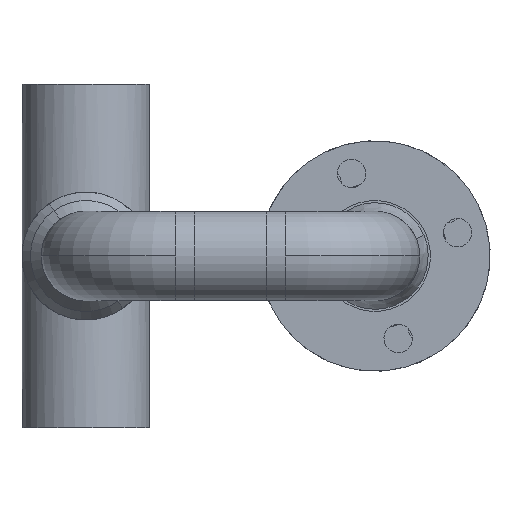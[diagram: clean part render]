
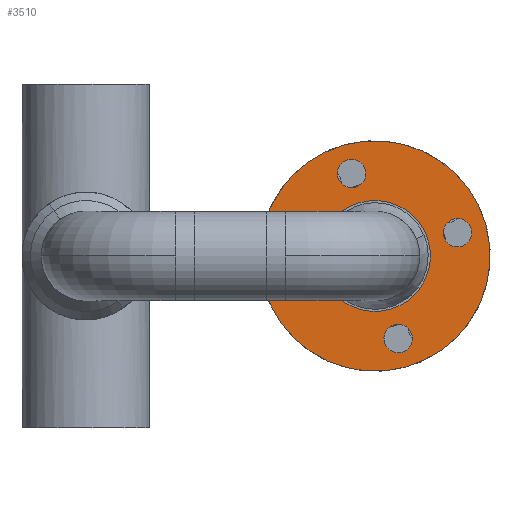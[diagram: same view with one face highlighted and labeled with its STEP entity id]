
A CAD part, front view. The second image highlights one B-rep face of the part: STEP entity #3510.
In plain terms, the highlighted planar face has unit normal (0, -1, 0).
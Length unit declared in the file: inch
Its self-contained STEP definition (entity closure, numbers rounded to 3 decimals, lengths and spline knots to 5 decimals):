
#173 = CARTESIAN_POINT ( 'NONE',  ( 8.77486, 24.75547, -2.66517 ) ) ;
#224 = CARTESIAN_POINT ( 'NONE',  ( 8.66821, 24.75547, -2.28619 ) ) ;
#229 = VERTEX_POINT ( 'NONE', #1620 ) ;
#274 = EDGE_LOOP ( 'NONE', ( #2114, #1509 ) ) ;
#286 = CARTESIAN_POINT ( 'NONE',  ( 7.27473, 24.75547, 2.66517 ) ) ;
#361 = CARTESIAN_POINT ( 'NONE',  ( 7.48804, 24.75547, 1.90721 ) ) ;
#417 = FACE_OUTER_BOUND ( 'NONE', #1540, .T. ) ;
#446 = EDGE_CURVE ( 'NONE', #4312, #1434, #1608, .T. ) ;
#466 = AXIS2_PLACEMENT_3D ( 'NONE', #3728, #3762, #5249 ) ;
#500 = CARTESIAN_POINT ( 'NONE',  ( 8.56155, 24.75547, -1.90721 ) ) ;
#515 = DIRECTION ( 'NONE',  ( 0.271, 0., -0.963 ) ) ;
#546 = DIRECTION ( 'NONE',  ( 0., 1., 0. ) ) ;
#552 = DIRECTION ( 'NONE',  ( 0., 1., 0. ) ) ;
#558 = FACE_BOUND ( 'NONE', #4886, .T. ) ;
#579 = CARTESIAN_POINT ( 'NONE',  ( 7.38139, 24.75547, 2.28619 ) ) ;
#620 = CARTESIAN_POINT ( 'NONE',  ( 10.31098, 24.75547, 0.64341 ) ) ;
#641 = DIRECTION ( 'NONE',  ( 0., 1., 0. ) ) ;
#654 = DIRECTION ( 'NONE',  ( -0.271, 0., 0.963 ) ) ;
#687 = DIRECTION ( 'NONE',  ( -0.271, 0., 0.963 ) ) ;
#710 = VERTEX_POINT ( 'NONE', #173 ) ;
#765 = ORIENTED_EDGE ( 'NONE', *, *, #929, .T. ) ;
#809 = AXIS2_PLACEMENT_3D ( 'NONE', #868, #4698, #2203 ) ;
#834 = AXIS2_PLACEMENT_3D ( 'NONE', #5420, #3382, #515 ) ;
#868 = CARTESIAN_POINT ( 'NONE',  ( 4.05431, 24.75547, 2.19543 ) ) ;
#892 = CIRCLE ( 'NONE', #5430, 0.3937 ) ;
#907 = DIRECTION ( 'NONE',  ( -0.271, 0., 0.963 ) ) ;
#929 = EDGE_CURVE ( 'NONE', #710, #2673, #892, .T. ) ;
#949 = EDGE_CURVE ( 'NONE', #2726, #2678, #2227, .T. ) ;
#1042 = CARTESIAN_POINT ( 'NONE',  ( 5.73861, 24.75547, -0.64341 ) ) ;
#1068 = DIRECTION ( 'NONE',  ( 0., 1., 0. ) ) ;
#1113 = AXIS2_PLACEMENT_3D ( 'NONE', #1167, #3961, #1809 ) ;
#1167 = CARTESIAN_POINT ( 'NONE',  ( 8.0248, 24.75547, 0. ) ) ;
#1228 = CIRCLE ( 'NONE', #1923, 0.3937 ) ;
#1251 = EDGE_CURVE ( 'NONE', #2673, #710, #4561, .T. ) ;
#1293 = DIRECTION ( 'NONE',  ( 0., 1., 0. ) ) ;
#1323 = AXIS2_PLACEMENT_3D ( 'NONE', #1042, #552, #654 ) ;
#1434 = VERTEX_POINT ( 'NONE', #4224 ) ;
#1459 = DIRECTION ( 'NONE',  ( -0.271, 0., 0.963 ) ) ;
#1509 = ORIENTED_EDGE ( 'NONE', *, *, #5052, .T. ) ;
#1540 = EDGE_LOOP ( 'NONE', ( #4502, #2312 ) ) ;
#1560 = FACE_BOUND ( 'NONE', #274, .T. ) ;
#1561 = CARTESIAN_POINT ( 'NONE',  ( 5.73861, 24.75547, -0.64341 ) ) ;
#1590 = AXIS2_PLACEMENT_3D ( 'NONE', #1561, #1068, #4148 ) ;
#1608 = CIRCLE ( 'NONE', #1113, 3.18898 ) ;
#1620 = CARTESIAN_POINT ( 'NONE',  ( 7.60883, 24.75547, 1.47802 ) ) ;
#1652 = VERTEX_POINT ( 'NONE', #286 ) ;
#1692 = FACE_BOUND ( 'NONE', #3842, .T. ) ;
#1713 = CARTESIAN_POINT ( 'NONE',  ( 8.66821, 24.75547, -2.28619 ) ) ;
#1719 = CARTESIAN_POINT ( 'NONE',  ( 10.20433, 24.75547, 1.02239 ) ) ;
#1751 = DIRECTION ( 'NONE',  ( 0., 1., 0. ) ) ;
#1755 = CIRCLE ( 'NONE', #466, 1.53543 ) ;
#1765 = CARTESIAN_POINT ( 'NONE',  ( 10.31098, 24.75547, 0.64341 ) ) ;
#1809 = DIRECTION ( 'NONE',  ( 0.271, 0., -0.963 ) ) ;
#1923 = AXIS2_PLACEMENT_3D ( 'NONE', #4269, #1293, #907 ) ;
#2054 = CIRCLE ( 'NONE', #4304, 0.3937 ) ;
#2114 = ORIENTED_EDGE ( 'NONE', *, *, #2497, .T. ) ;
#2143 = ORIENTED_EDGE ( 'NONE', *, *, #4888, .T. ) ;
#2203 = DIRECTION ( 'NONE',  ( 0.271, 0., -0.963 ) ) ;
#2227 = CIRCLE ( 'NONE', #4655, 0.3937 ) ;
#2238 = CIRCLE ( 'NONE', #3892, 0.3937 ) ;
#2291 = VERTEX_POINT ( 'NONE', #361 ) ;
#2312 = ORIENTED_EDGE ( 'NONE', *, *, #446, .F. ) ;
#2497 = EDGE_CURVE ( 'NONE', #1652, #2291, #1228, .T. ) ;
#2543 = CARTESIAN_POINT ( 'NONE',  ( 5.63195, 24.75547, -0.26443 ) ) ;
#2568 = CIRCLE ( 'NONE', #1590, 0.3937 ) ;
#2575 = EDGE_CURVE ( 'NONE', #2678, #2726, #2238, .T. ) ;
#2673 = VERTEX_POINT ( 'NONE', #500 ) ;
#2678 = VERTEX_POINT ( 'NONE', #1719 ) ;
#2694 = FACE_BOUND ( 'NONE', #5359, .T. ) ;
#2726 = VERTEX_POINT ( 'NONE', #4216 ) ;
#2834 = CARTESIAN_POINT ( 'NONE',  ( 8.44076, 24.75547, -1.47802 ) ) ;
#2896 = EDGE_LOOP ( 'NONE', ( #3124, #4633 ) ) ;
#2933 = DIRECTION ( 'NONE',  ( 0.271, 0., -0.963 ) ) ;
#3124 = ORIENTED_EDGE ( 'NONE', *, *, #2575, .T. ) ;
#3185 = VERTEX_POINT ( 'NONE', #3546 ) ;
#3303 = DIRECTION ( 'NONE',  ( -0.271, 0., 0.963 ) ) ;
#3335 = DIRECTION ( 'NONE',  ( 0., 1., 0. ) ) ;
#3370 = PLANE ( 'NONE',  #809 ) ;
#3382 = DIRECTION ( 'NONE',  ( 0., 1., 0. ) ) ;
#3427 = CIRCLE ( 'NONE', #4628, 1.53543 ) ;
#3510 = ADVANCED_FACE ( 'NONE', ( #558, #3794, #1692, #2694, #1560, #417 ), #3370, .T. ) ;
#3546 = CARTESIAN_POINT ( 'NONE',  ( 5.84527, 24.75547, -1.02239 ) ) ;
#3594 = VERTEX_POINT ( 'NONE', #2834 ) ;
#3605 = CIRCLE ( 'NONE', #1323, 0.3937 ) ;
#3706 = ORIENTED_EDGE ( 'NONE', *, *, #4164, .T. ) ;
#3728 = CARTESIAN_POINT ( 'NONE',  ( 8.0248, 24.75547, 0. ) ) ;
#3762 = DIRECTION ( 'NONE',  ( 0., 1., 0. ) ) ;
#3794 = FACE_BOUND ( 'NONE', #2896, .T. ) ;
#3842 = EDGE_LOOP ( 'NONE', ( #5434, #765 ) ) ;
#3892 = AXIS2_PLACEMENT_3D ( 'NONE', #620, #641, #1459 ) ;
#3961 = DIRECTION ( 'NONE',  ( 0., 1., 0. ) ) ;
#4096 = EDGE_CURVE ( 'NONE', #3594, #229, #1755, .T. ) ;
#4144 = CIRCLE ( 'NONE', #834, 3.18898 ) ;
#4148 = DIRECTION ( 'NONE',  ( -0.271, 0., 0.963 ) ) ;
#4164 = EDGE_CURVE ( 'NONE', #5025, #3185, #3605, .T. ) ;
#4216 = CARTESIAN_POINT ( 'NONE',  ( 10.41764, 24.75547, 0.26443 ) ) ;
#4224 = CARTESIAN_POINT ( 'NONE',  ( 8.88872, 24.75547, -3.06972 ) ) ;
#4269 = CARTESIAN_POINT ( 'NONE',  ( 7.38139, 24.75547, 2.28619 ) ) ;
#4301 = DIRECTION ( 'NONE',  ( 0., 1., 0. ) ) ;
#4304 = AXIS2_PLACEMENT_3D ( 'NONE', #579, #5005, #4778 ) ;
#4312 = VERTEX_POINT ( 'NONE', #4620 ) ;
#4334 = CARTESIAN_POINT ( 'NONE',  ( 8.0248, 24.75547, 0. ) ) ;
#4429 = DIRECTION ( 'NONE',  ( -0.271, 0., 0.963 ) ) ;
#4468 = EDGE_CURVE ( 'NONE', #229, #3594, #3427, .T. ) ;
#4502 = ORIENTED_EDGE ( 'NONE', *, *, #4556, .F. ) ;
#4556 = EDGE_CURVE ( 'NONE', #1434, #4312, #4144, .T. ) ;
#4561 = CIRCLE ( 'NONE', #5103, 0.3937 ) ;
#4620 = CARTESIAN_POINT ( 'NONE',  ( 7.16087, 24.75547, 3.06972 ) ) ;
#4628 = AXIS2_PLACEMENT_3D ( 'NONE', #4334, #3335, #2933 ) ;
#4633 = ORIENTED_EDGE ( 'NONE', *, *, #949, .T. ) ;
#4655 = AXIS2_PLACEMENT_3D ( 'NONE', #1765, #4301, #687 ) ;
#4698 = DIRECTION ( 'NONE',  ( 0., -1., 0. ) ) ;
#4778 = DIRECTION ( 'NONE',  ( -0.271, 0., 0.963 ) ) ;
#4886 = EDGE_LOOP ( 'NONE', ( #5232, #5107 ) ) ;
#4888 = EDGE_CURVE ( 'NONE', #3185, #5025, #2568, .T. ) ;
#5005 = DIRECTION ( 'NONE',  ( 0., 1., 0. ) ) ;
#5025 = VERTEX_POINT ( 'NONE', #2543 ) ;
#5052 = EDGE_CURVE ( 'NONE', #2291, #1652, #2054, .T. ) ;
#5103 = AXIS2_PLACEMENT_3D ( 'NONE', #1713, #1751, #4429 ) ;
#5107 = ORIENTED_EDGE ( 'NONE', *, *, #4468, .T. ) ;
#5232 = ORIENTED_EDGE ( 'NONE', *, *, #4096, .T. ) ;
#5249 = DIRECTION ( 'NONE',  ( 0.271, 0., -0.963 ) ) ;
#5359 = EDGE_LOOP ( 'NONE', ( #3706, #2143 ) ) ;
#5420 = CARTESIAN_POINT ( 'NONE',  ( 8.0248, 24.75547, 0. ) ) ;
#5430 = AXIS2_PLACEMENT_3D ( 'NONE', #224, #546, #3303 ) ;
#5434 = ORIENTED_EDGE ( 'NONE', *, *, #1251, .T. ) ;
